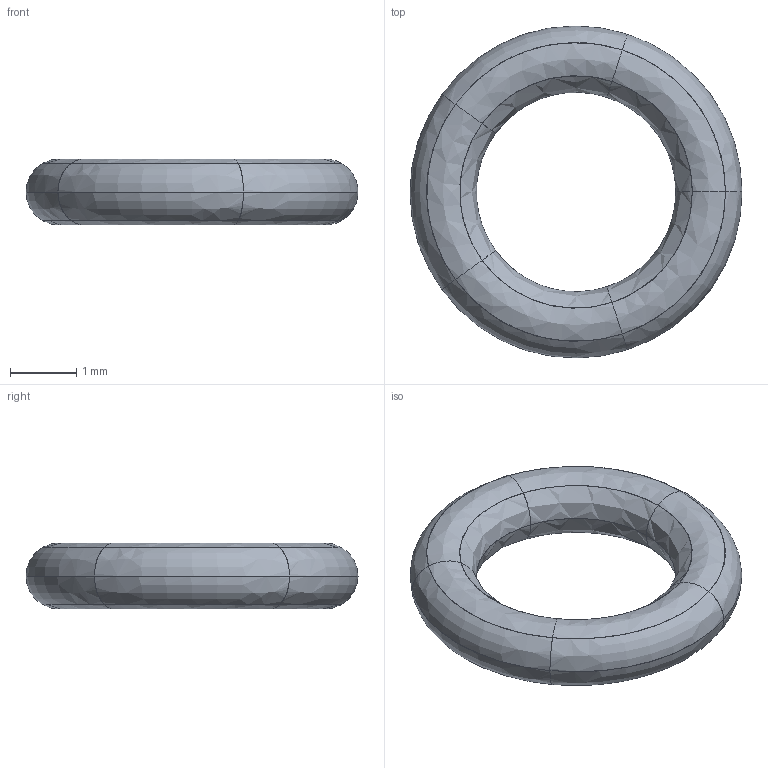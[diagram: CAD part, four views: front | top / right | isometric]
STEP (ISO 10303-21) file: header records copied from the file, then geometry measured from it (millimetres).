
FILE_DESCRIPTION(/* description */ (''),/* implementation_level */ '2;1');
FILE_NAME(/* name */ 'TorusFine',/* time_stamp */ '2024-01-05T21:44:40+01:00',/* author */ (''),/* organization */ (''),/* preprocessor_version */ 'ST-DEVELOPER v19.2',/* originating_system */ 'Rhino 8.2',/* authorisation */ '');
FILE_SCHEMA (('CONFIG_CONTROL_DESIGN'));
Length unit declared in the file: millimetre
Products named in the file (1): Document
Bounding box: 4.99 x 4.99 x 0.99 mm (x, y, z)
Surface area: 39.3 mm2 (no closed solid volume)
Topology: 0 solids, 30 shells, 30 faces, 120 edges, 120 vertices
Faces by surface type: bspline 30
Entity records: 2222 total; most frequent: CARTESIAN_POINT 1472, ORIENTED_EDGE 120, EDGE_CURVE 120, B_SPLINE_CURVE_WITH_KNOTS 120, VERTEX_POINT 120, SHELL_BASED_SURFACE_MODEL 30, OPEN_SHELL 30, ADVANCED_FACE 30
